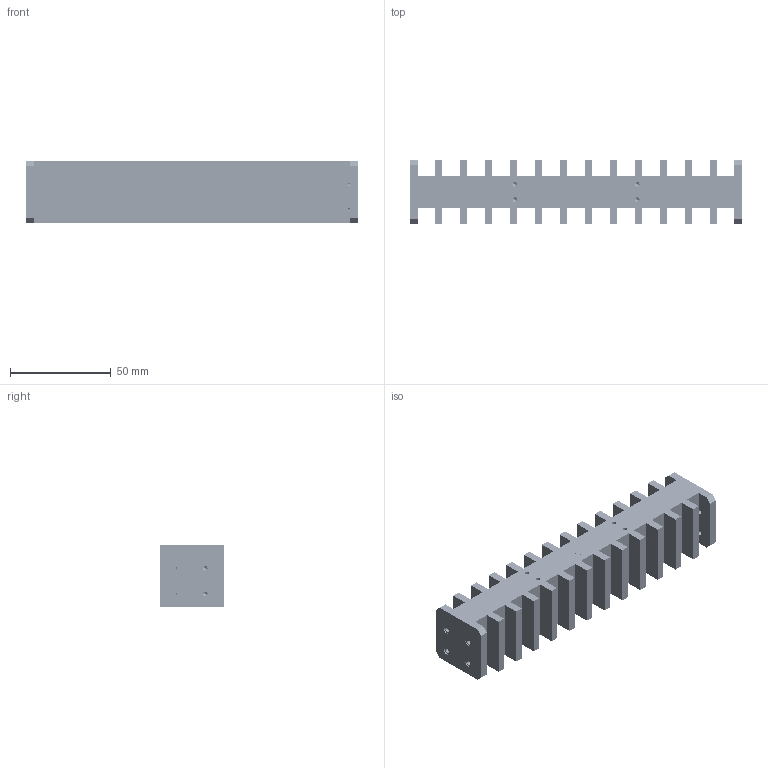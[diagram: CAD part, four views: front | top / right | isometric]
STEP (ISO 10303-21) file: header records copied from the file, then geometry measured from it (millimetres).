
FILE_DESCRIPTION (( 'STEP AP203' ), '1' );
FILE_NAME ('STA-XX-28-FS-40.STEP', '2018-08-29T22:30:33', ( '' ), ( '' ), 'SwSTEP 2.0', 'SolidWorks 2016', '' );
FILE_SCHEMA (( 'CONFIG_CONTROL_DESIGN' ));
Products named in the file (1): STA-XX-28-FS-40
Bounding box: 165.1 x 31.75 x 30.48 mm (x, y, z)
Volume: 103071.8 mm3; surface area: 61560.3 mm2
Topology: 30 solids, 30 shells, 3726 faces, 10006 edges, 6457 vertices
Faces by surface type: cylinder 1840, plane 891, bspline 571, cone 424
Entity records: 172572 total; most frequent: CARTESIAN_POINT 92661, ORIENTED_EDGE 19856, DIRECTION 12759, EDGE_CURVE 9928, VERTEX_POINT 6457, LINE 4437, VECTOR 4437, AXIS2_PLACEMENT_3D 4161
